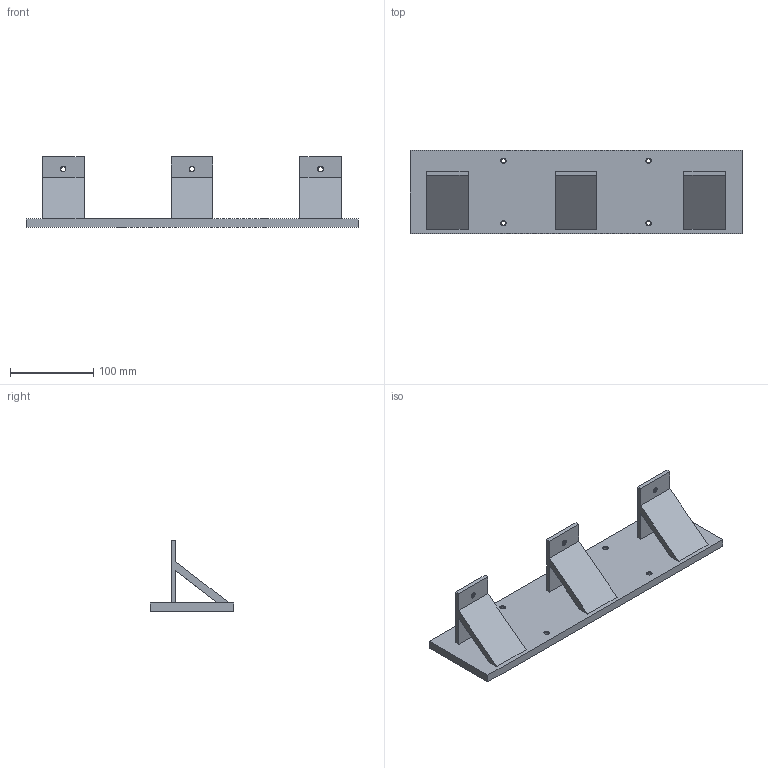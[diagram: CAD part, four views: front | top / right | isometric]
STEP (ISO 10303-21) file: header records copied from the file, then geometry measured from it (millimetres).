
FILE_DESCRIPTION(/* description */ ('','CAx-IF Rec.Pracs.---Representation and Presentation of Product Manufacturing Information (PMI)---4.0---2014-10-13'),/* implementation_level */ '2;1');
FILE_NAME(/* name */ 'Simple prototype v12.step',/* time_stamp */ '2025-02-10T13:11:19+01:00',/* author */ (''),/* organization */ (''),/* preprocessor_version */ 'ST-DEVELOPER v20',/* originating_system */ 'Autodesk Translation Framework v13.20.0.188',/* authorisation */ '');
FILE_SCHEMA (('AP242_MANAGED_MODEL_BASED_3D_ENGINEERING_MIM_LF { 1 0 10303 442 1 1 4 }'));
Length unit declared in the file: millimetre
Products named in the file (2): Simple prototype; Body
Assembly tree (1 placements, depth 2):
  Simple prototype
    Body
Bounding box: 400 x 100 x 85 mm (x, y, z)
Volume: 549635.8 mm3; surface area: 138586.3 mm2
Topology: 1 solids, 1 shells, 87 faces, 237 edges, 156 vertices
Faces by surface type: cylinder 44, plane 37, bspline 6
Full cylindrical faces by diameter (mm): 5.035 x4, 6.035 x9, 6.6 x4, 7.147 x3
Entity records: 5540 total; most frequent: CARTESIAN_POINT 3405, ORIENTED_EDGE 474, DIRECTION 349, EDGE_CURVE 237, VERTEX_POINT 156, LINE 125, VECTOR 125, AXIS2_PLACEMENT_3D 112
